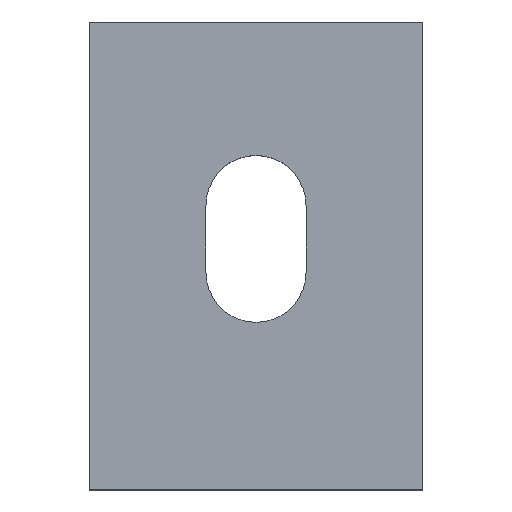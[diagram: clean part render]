
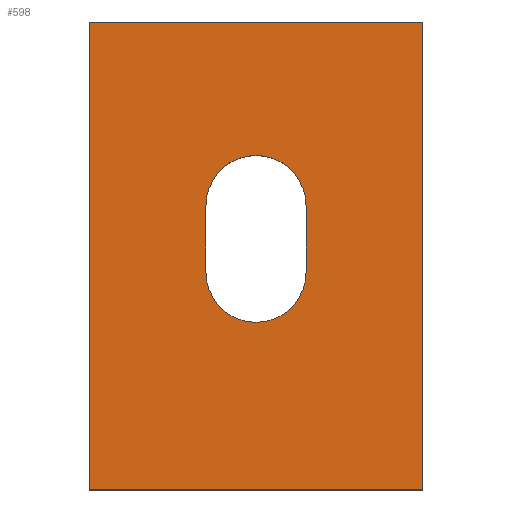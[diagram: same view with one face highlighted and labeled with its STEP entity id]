
A CAD part, top view. The second image highlights one B-rep face of the part: STEP entity #598.
In plain terms, the highlighted planar face has unit normal (0, 0, 1).
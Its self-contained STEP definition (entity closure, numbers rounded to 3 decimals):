
#2 = DIRECTION ( 'NONE',  ( 0., 0., 1. ) ) ;
#48 = ORIENTED_EDGE ( 'NONE', *, *, #330, .T. ) ;
#67 = VERTEX_POINT ( 'NONE', #272 ) ;
#75 = VERTEX_POINT ( 'NONE', #455 ) ;
#82 = LINE ( 'NONE', #365, #680 ) ;
#110 = CARTESIAN_POINT ( 'NONE',  ( 10., 3.5, 14. ) ) ;
#111 = EDGE_CURVE ( 'NONE', #67, #482, #278, .T. ) ;
#124 = VERTEX_POINT ( 'NONE', #228 ) ;
#141 = ORIENTED_EDGE ( 'NONE', *, *, #558, .F. ) ;
#142 = CARTESIAN_POINT ( 'NONE',  ( 10., 0., 14. ) ) ;
#144 = DIRECTION ( 'NONE',  ( -1., 0., 0. ) ) ;
#165 = EDGE_LOOP ( 'NONE', ( #355, #412, #593, #627 ) ) ;
#173 = AXIS2_PLACEMENT_3D ( 'NONE', #635, #776, #353 ) ;
#187 = EDGE_CURVE ( 'NONE', #204, #222, #221, .T. ) ;
#190 = DIRECTION ( 'NONE',  ( 0., -1., 0. ) ) ;
#193 = LINE ( 'NONE', #394, #770 ) ;
#197 = CARTESIAN_POINT ( 'NONE',  ( -10., 0., 14. ) ) ;
#204 = VERTEX_POINT ( 'NONE', #690 ) ;
#221 = LINE ( 'NONE', #759, #626 ) ;
#222 = VERTEX_POINT ( 'NONE', #851 ) ;
#228 = CARTESIAN_POINT ( 'NONE',  ( -3., 17., 14. ) ) ;
#230 = DIRECTION ( 'NONE',  ( 0., 1., 0. ) ) ;
#269 = CIRCLE ( 'NONE', #589, 3. ) ;
#272 = CARTESIAN_POINT ( 'NONE',  ( -3., 13., 14. ) ) ;
#278 = CIRCLE ( 'NONE', #173, 3. ) ;
#303 = DIRECTION ( 'NONE',  ( 1., 0., 0. ) ) ;
#308 = ORIENTED_EDGE ( 'NONE', *, *, #385, .F. ) ;
#330 = EDGE_CURVE ( 'NONE', #222, #845, #379, .T. ) ;
#353 = DIRECTION ( 'NONE',  ( 1., 0., 0. ) ) ;
#355 = ORIENTED_EDGE ( 'NONE', *, *, #833, .F. ) ;
#365 = CARTESIAN_POINT ( 'NONE',  ( 3., 17., 14. ) ) ;
#370 = ORIENTED_EDGE ( 'NONE', *, *, #187, .T. ) ;
#375 = EDGE_LOOP ( 'NONE', ( #48, #141, #308, #370 ) ) ;
#379 = LINE ( 'NONE', #784, #878 ) ;
#385 = EDGE_CURVE ( 'NONE', #204, #75, #458, .T. ) ;
#394 = CARTESIAN_POINT ( 'NONE',  ( -3., 17., 14. ) ) ;
#406 = VERTEX_POINT ( 'NONE', #524 ) ;
#412 = ORIENTED_EDGE ( 'NONE', *, *, #576, .F. ) ;
#415 = DIRECTION ( 'NONE',  ( 1., 0., 0. ) ) ;
#455 = CARTESIAN_POINT ( 'NONE',  ( 10., 0., 14. ) ) ;
#458 = LINE ( 'NONE', #110, #779 ) ;
#482 = VERTEX_POINT ( 'NONE', #672 ) ;
#509 = VECTOR ( 'NONE', #803, 1000. ) ;
#513 = DIRECTION ( 'NONE',  ( 0., -1., 0. ) ) ;
#520 = DIRECTION ( 'NONE',  ( 0., -1., 0. ) ) ;
#524 = CARTESIAN_POINT ( 'NONE',  ( 3., 17., 14. ) ) ;
#539 = LINE ( 'NONE', #142, #509 ) ;
#558 = EDGE_CURVE ( 'NONE', #75, #845, #539, .T. ) ;
#565 = FACE_BOUND ( 'NONE', #165, .T. ) ;
#570 = PLANE ( 'NONE',  #659 ) ;
#576 = EDGE_CURVE ( 'NONE', #406, #124, #269, .T. ) ;
#589 = AXIS2_PLACEMENT_3D ( 'NONE', #619, #2, #415 ) ;
#593 = ORIENTED_EDGE ( 'NONE', *, *, #654, .F. ) ;
#598 = ADVANCED_FACE ( 'NONE', ( #743, #565 ), #570, .T. ) ;
#619 = CARTESIAN_POINT ( 'NONE',  ( 0., 17., 14. ) ) ;
#626 = VECTOR ( 'NONE', #144, 1000. ) ;
#627 = ORIENTED_EDGE ( 'NONE', *, *, #111, .F. ) ;
#632 = DIRECTION ( 'NONE',  ( 0., 0., 1. ) ) ;
#635 = CARTESIAN_POINT ( 'NONE',  ( 0., 13., 14. ) ) ;
#654 = EDGE_CURVE ( 'NONE', #482, #406, #82, .T. ) ;
#659 = AXIS2_PLACEMENT_3D ( 'NONE', #707, #632, #303 ) ;
#672 = CARTESIAN_POINT ( 'NONE',  ( 3., 13., 14. ) ) ;
#680 = VECTOR ( 'NONE', #230, 1000. ) ;
#690 = CARTESIAN_POINT ( 'NONE',  ( 10., 28., 14. ) ) ;
#707 = CARTESIAN_POINT ( 'NONE',  ( 10., 3.5, 14. ) ) ;
#743 = FACE_OUTER_BOUND ( 'NONE', #375, .T. ) ;
#759 = CARTESIAN_POINT ( 'NONE',  ( -10., 28., 14. ) ) ;
#770 = VECTOR ( 'NONE', #190, 1000. ) ;
#776 = DIRECTION ( 'NONE',  ( 0., 0., 1. ) ) ;
#779 = VECTOR ( 'NONE', #520, 1000. ) ;
#784 = CARTESIAN_POINT ( 'NONE',  ( -10., 3.5, 14. ) ) ;
#803 = DIRECTION ( 'NONE',  ( -1., 0., 0. ) ) ;
#833 = EDGE_CURVE ( 'NONE', #124, #67, #193, .T. ) ;
#845 = VERTEX_POINT ( 'NONE', #197 ) ;
#851 = CARTESIAN_POINT ( 'NONE',  ( -10., 28., 14. ) ) ;
#878 = VECTOR ( 'NONE', #513, 1000. ) ;
